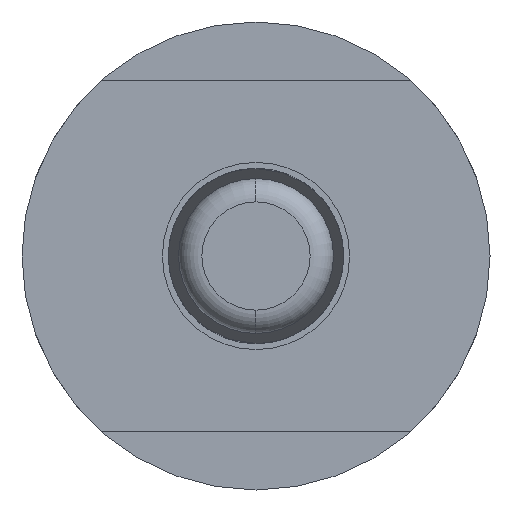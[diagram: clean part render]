
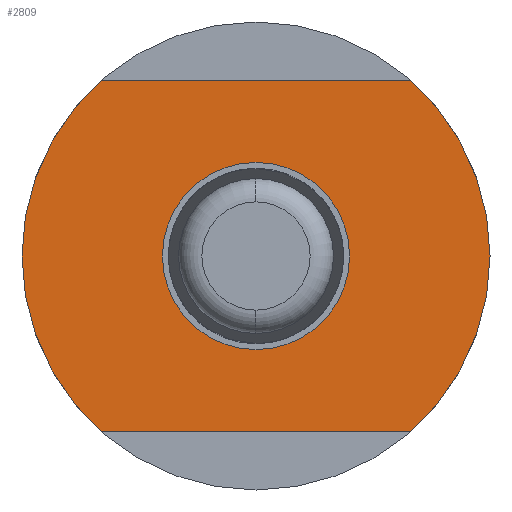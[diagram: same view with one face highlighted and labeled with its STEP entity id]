
A CAD part, front view. The second image highlights one B-rep face of the part: STEP entity #2809.
In plain terms, the highlighted face is planar.
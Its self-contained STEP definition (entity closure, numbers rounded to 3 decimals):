
#101 = DIRECTION ( 'NONE',  ( 0., 0., 1. ) ) ;
#121 = FACE_OUTER_BOUND ( 'NONE', #3417, .T. ) ;
#344 = VERTEX_POINT ( 'NONE', #5459 ) ;
#451 = VECTOR ( 'NONE', #3788, 1000. ) ;
#472 = AXIS2_PLACEMENT_3D ( 'NONE', #1639, #1087, #1971 ) ;
#578 = CIRCLE ( 'NONE', #1042, 4. ) ;
#699 = CARTESIAN_POINT ( 'NONE',  ( 2.646, 9.3, 3. ) ) ;
#765 = CARTESIAN_POINT ( 'NONE',  ( 2.646, 9.3, 3. ) ) ;
#1010 = CARTESIAN_POINT ( 'NONE',  ( -2.646, 9.3, -3. ) ) ;
#1042 = AXIS2_PLACEMENT_3D ( 'NONE', #2466, #3877, #101 ) ;
#1048 = DIRECTION ( 'NONE',  ( 0., 1., 0. ) ) ;
#1087 = DIRECTION ( 'NONE',  ( 0., 1., 0. ) ) ;
#1091 = VERTEX_POINT ( 'NONE', #699 ) ;
#1188 = CARTESIAN_POINT ( 'NONE',  ( 2.646, 9.3, -3. ) ) ;
#1516 = EDGE_CURVE ( 'NONE', #4968, #4653, #5302, .T. ) ;
#1524 = EDGE_CURVE ( 'NONE', #344, #1091, #1694, .T. ) ;
#1603 = VECTOR ( 'NONE', #2067, 1000. ) ;
#1639 = CARTESIAN_POINT ( 'NONE',  ( 0., 9.3, 0. ) ) ;
#1694 = LINE ( 'NONE', #765, #1603 ) ;
#1971 = DIRECTION ( 'NONE',  ( 0., 0., 1. ) ) ;
#2067 = DIRECTION ( 'NONE',  ( 1., 0., 0. ) ) ;
#2194 = CIRCLE ( 'NONE', #4109, 4. ) ;
#2466 = CARTESIAN_POINT ( 'NONE',  ( 0., 9.3, 0. ) ) ;
#2691 = EDGE_CURVE ( 'NONE', #4653, #344, #2194, .T. ) ;
#2809 = ADVANCED_FACE ( 'NONE', ( #121 ), #3443, .T. ) ;
#2903 = ORIENTED_EDGE ( 'NONE', *, *, #2691, .T. ) ;
#3174 = ORIENTED_EDGE ( 'NONE', *, *, #1524, .T. ) ;
#3417 = EDGE_LOOP ( 'NONE', ( #4813, #5099, #2903, #3174 ) ) ;
#3443 = PLANE ( 'NONE',  #472 ) ;
#3448 = CARTESIAN_POINT ( 'NONE',  ( 2.646, 9.3, -3. ) ) ;
#3530 = EDGE_CURVE ( 'NONE', #1091, #4968, #578, .T. ) ;
#3788 = DIRECTION ( 'NONE',  ( -1., 0., 0. ) ) ;
#3877 = DIRECTION ( 'NONE',  ( 0., 1., 0. ) ) ;
#4109 = AXIS2_PLACEMENT_3D ( 'NONE', #4773, #1048, #4745 ) ;
#4653 = VERTEX_POINT ( 'NONE', #1010 ) ;
#4745 = DIRECTION ( 'NONE',  ( 0., 0., 1. ) ) ;
#4773 = CARTESIAN_POINT ( 'NONE',  ( 0., 9.3, 0. ) ) ;
#4813 = ORIENTED_EDGE ( 'NONE', *, *, #3530, .T. ) ;
#4968 = VERTEX_POINT ( 'NONE', #3448 ) ;
#5099 = ORIENTED_EDGE ( 'NONE', *, *, #1516, .T. ) ;
#5302 = LINE ( 'NONE', #1188, #451 ) ;
#5459 = CARTESIAN_POINT ( 'NONE',  ( -2.646, 9.3, 3. ) ) ;
